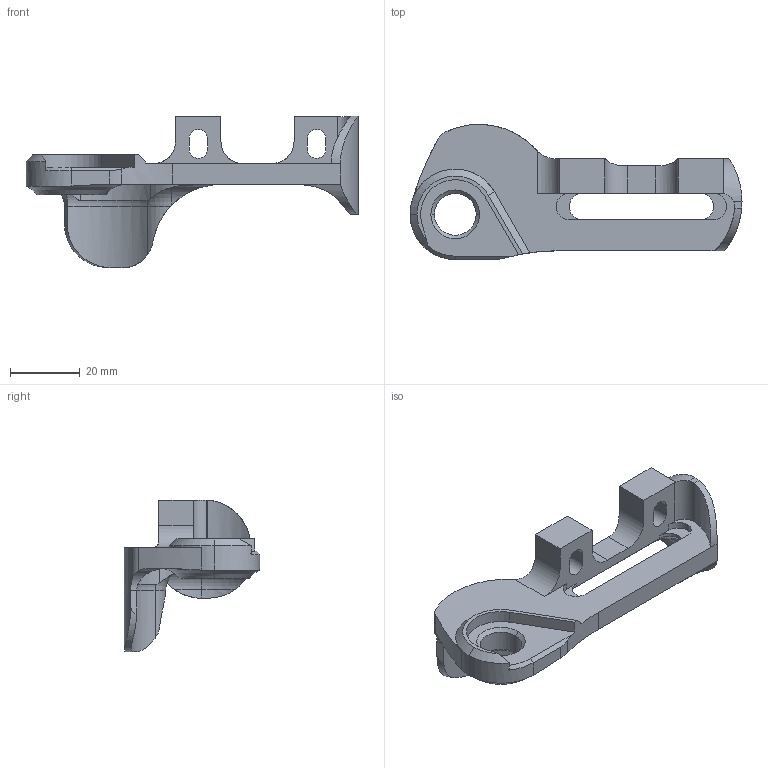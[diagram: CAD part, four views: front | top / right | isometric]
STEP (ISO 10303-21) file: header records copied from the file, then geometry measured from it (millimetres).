
FILE_DESCRIPTION (( 'STEP AP214' ), '1' );
FILE_NAME ('DR0070.STEP', '2024-11-19T15:36:39', ( '' ), ( '' ), 'SwSTEP 2.0', 'SolidWorks 2023', '' );
FILE_SCHEMA (( 'AUTOMOTIVE_DESIGN' ));
Length unit declared in the file: millimetre
Products named in the file (1): DR0070
Bounding box: 95.39 x 38.85 x 43.65 mm (x, y, z)
Volume: 19573.8 mm3; surface area: 10915.5 mm2
Topology: 1 solids, 1 shells, 111 faces, 307 edges, 197 vertices
Faces by surface type: cylinder 52, plane 43, cone 10, torus 6
Entity records: 4041 total; most frequent: CARTESIAN_POINT 1169, ORIENTED_EDGE 614, DIRECTION 594, EDGE_CURVE 307, AXIS2_PLACEMENT_3D 222, VERTEX_POINT 197, VECTOR 150, LINE 150
